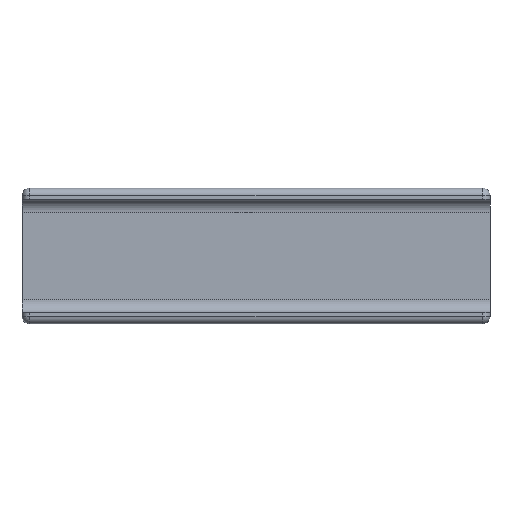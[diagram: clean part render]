
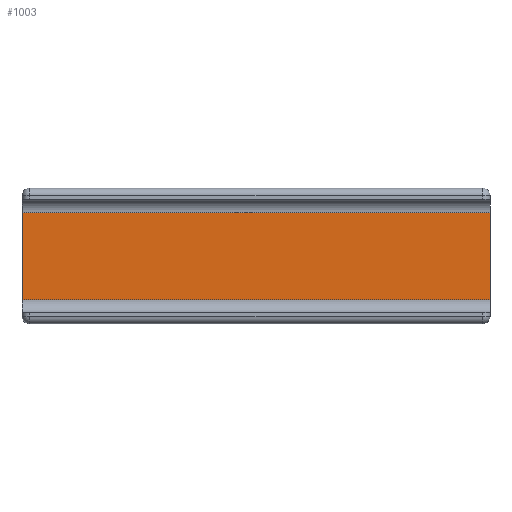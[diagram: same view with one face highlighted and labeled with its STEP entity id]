
A CAD part, top view. The second image highlights one B-rep face of the part: STEP entity #1003.
In plain terms, the highlighted planar face has unit normal (0, 0, 1).
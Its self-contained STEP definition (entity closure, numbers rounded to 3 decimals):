
#32 = PLANE('',#33);
#33 = AXIS2_PLACEMENT_3D('',#34,#35,#36);
#34 = CARTESIAN_POINT('',(-45.5,-13.2,-11.8));
#35 = DIRECTION('',(1.,0.,0.));
#36 = DIRECTION('',(0.,0.,1.));
#111 = VERTEX_POINT('',#112);
#112 = CARTESIAN_POINT('',(-45.5,8.46,-9.6));
#127 = CYLINDRICAL_SURFACE('',#128,2.54);
#128 = AXIS2_PLACEMENT_3D('',#129,#130,#131);
#129 = CARTESIAN_POINT('',(-60.,8.46,-7.06));
#130 = DIRECTION('',(1.,0.,0.));
#131 = DIRECTION('',(0.,1.,0.));
#139 = EDGE_CURVE('',#111,#140,#142,.T.);
#140 = VERTEX_POINT('',#141);
#141 = CARTESIAN_POINT('',(-45.5,-8.46,-9.6));
#142 = SURFACE_CURVE('',#143,(#147,#153),.PCURVE_S1.);
#143 = LINE('',#144,#145);
#144 = CARTESIAN_POINT('',(-45.5,-12.1,-9.6));
#145 = VECTOR('',#146,1.);
#146 = DIRECTION('',(0.,-1.,0.));
#147 = PCURVE('',#32,#148);
#148 = DEFINITIONAL_REPRESENTATION('',(#149),#152);
#149 = B_SPLINE_CURVE_WITH_KNOTS('',1,(#150,#151),.UNSPECIFIED.,.F.,.F.,
  (2,2),(-20.56,-3.64),.PIECEWISE_BEZIER_KNOTS.);
#150 = CARTESIAN_POINT('',(2.2,-21.66));
#151 = CARTESIAN_POINT('',(2.2,-4.74));
#152 = ( GEOMETRIC_REPRESENTATION_CONTEXT(2) 
PARAMETRIC_REPRESENTATION_CONTEXT() REPRESENTATION_CONTEXT('2D SPACE',''
  ) );
#153 = PCURVE('',#154,#159);
#154 = PLANE('',#155);
#155 = AXIS2_PLACEMENT_3D('',#156,#157,#158);
#156 = CARTESIAN_POINT('',(-60.,-11.,-9.6));
#157 = DIRECTION('',(0.,0.,1.));
#158 = DIRECTION('',(1.,0.,0.));
#159 = DEFINITIONAL_REPRESENTATION('',(#160),#163);
#160 = B_SPLINE_CURVE_WITH_KNOTS('',1,(#161,#162),.UNSPECIFIED.,.F.,.F.,
  (2,2),(-20.56,-3.64),.PIECEWISE_BEZIER_KNOTS.);
#161 = CARTESIAN_POINT('',(14.5,19.46));
#162 = CARTESIAN_POINT('',(14.5,2.54));
#163 = ( GEOMETRIC_REPRESENTATION_CONTEXT(2) 
PARAMETRIC_REPRESENTATION_CONTEXT() REPRESENTATION_CONTEXT('2D SPACE',''
  ) );
#182 = CYLINDRICAL_SURFACE('',#183,2.54);
#183 = AXIS2_PLACEMENT_3D('',#184,#185,#186);
#184 = CARTESIAN_POINT('',(-60.,-8.46,-7.06));
#185 = DIRECTION('',(1.,0.,0.));
#186 = DIRECTION('',(0.,-1.,0.));
#766 = PLANE('',#767);
#767 = AXIS2_PLACEMENT_3D('',#768,#769,#770);
#768 = CARTESIAN_POINT('',(45.5,-13.2,-11.8));
#769 = DIRECTION('',(1.,0.,0.));
#770 = DIRECTION('',(0.,0.,1.));
#959 = EDGE_CURVE('',#140,#960,#962,.T.);
#960 = VERTEX_POINT('',#961);
#961 = CARTESIAN_POINT('',(45.5,-8.46,-9.6));
#962 = SURFACE_CURVE('',#963,(#967,#974),.PCURVE_S1.);
#963 = LINE('',#964,#965);
#964 = CARTESIAN_POINT('',(-60.,-8.46,-9.6));
#965 = VECTOR('',#966,1.);
#966 = DIRECTION('',(1.,0.,0.));
#967 = PCURVE('',#182,#968);
#968 = DEFINITIONAL_REPRESENTATION('',(#969),#973);
#969 = LINE('',#970,#971);
#970 = CARTESIAN_POINT('',(1.571,0.));
#971 = VECTOR('',#972,1.);
#972 = DIRECTION('',(0.,1.));
#973 = ( GEOMETRIC_REPRESENTATION_CONTEXT(2) 
PARAMETRIC_REPRESENTATION_CONTEXT() REPRESENTATION_CONTEXT('2D SPACE',''
  ) );
#974 = PCURVE('',#154,#975);
#975 = DEFINITIONAL_REPRESENTATION('',(#976),#980);
#976 = LINE('',#977,#978);
#977 = CARTESIAN_POINT('',(0.,2.54));
#978 = VECTOR('',#979,1.);
#979 = DIRECTION('',(1.,0.));
#980 = ( GEOMETRIC_REPRESENTATION_CONTEXT(2) 
PARAMETRIC_REPRESENTATION_CONTEXT() REPRESENTATION_CONTEXT('2D SPACE',''
  ) );
#1003 = ADVANCED_FACE('',(#1004),#154,.T.);
#1004 = FACE_BOUND('',#1005,.T.);
#1005 = EDGE_LOOP('',(#1006,#1007,#1008,#1029));
#1006 = ORIENTED_EDGE('',*,*,#139,.T.);
#1007 = ORIENTED_EDGE('',*,*,#959,.T.);
#1008 = ORIENTED_EDGE('',*,*,#1009,.F.);
#1009 = EDGE_CURVE('',#1010,#960,#1012,.T.);
#1010 = VERTEX_POINT('',#1011);
#1011 = CARTESIAN_POINT('',(45.5,8.46,-9.6));
#1012 = SURFACE_CURVE('',#1013,(#1017,#1023),.PCURVE_S1.);
#1013 = LINE('',#1014,#1015);
#1014 = CARTESIAN_POINT('',(45.5,-12.1,-9.6));
#1015 = VECTOR('',#1016,1.);
#1016 = DIRECTION('',(0.,-1.,0.));
#1017 = PCURVE('',#154,#1018);
#1018 = DEFINITIONAL_REPRESENTATION('',(#1019),#1022);
#1019 = B_SPLINE_CURVE_WITH_KNOTS('',1,(#1020,#1021),.UNSPECIFIED.,.F.,
  .F.,(2,2),(-20.56,-3.64),.PIECEWISE_BEZIER_KNOTS.);
#1020 = CARTESIAN_POINT('',(105.5,19.46));
#1021 = CARTESIAN_POINT('',(105.5,2.54));
#1022 = ( GEOMETRIC_REPRESENTATION_CONTEXT(2) 
PARAMETRIC_REPRESENTATION_CONTEXT() REPRESENTATION_CONTEXT('2D SPACE',''
  ) );
#1023 = PCURVE('',#766,#1024);
#1024 = DEFINITIONAL_REPRESENTATION('',(#1025),#1028);
#1025 = B_SPLINE_CURVE_WITH_KNOTS('',1,(#1026,#1027),.UNSPECIFIED.,.F.,
  .F.,(2,2),(-20.56,-3.64),.PIECEWISE_BEZIER_KNOTS.);
#1026 = CARTESIAN_POINT('',(2.2,-21.66));
#1027 = CARTESIAN_POINT('',(2.2,-4.74));
#1028 = ( GEOMETRIC_REPRESENTATION_CONTEXT(2) 
PARAMETRIC_REPRESENTATION_CONTEXT() REPRESENTATION_CONTEXT('2D SPACE',''
  ) );
#1029 = ORIENTED_EDGE('',*,*,#1030,.F.);
#1030 = EDGE_CURVE('',#111,#1010,#1031,.T.);
#1031 = SURFACE_CURVE('',#1032,(#1036,#1043),.PCURVE_S1.);
#1032 = LINE('',#1033,#1034);
#1033 = CARTESIAN_POINT('',(-60.,8.46,-9.6));
#1034 = VECTOR('',#1035,1.);
#1035 = DIRECTION('',(1.,0.,0.));
#1036 = PCURVE('',#154,#1037);
#1037 = DEFINITIONAL_REPRESENTATION('',(#1038),#1042);
#1038 = LINE('',#1039,#1040);
#1039 = CARTESIAN_POINT('',(0.,19.46));
#1040 = VECTOR('',#1041,1.);
#1041 = DIRECTION('',(1.,0.));
#1042 = ( GEOMETRIC_REPRESENTATION_CONTEXT(2) 
PARAMETRIC_REPRESENTATION_CONTEXT() REPRESENTATION_CONTEXT('2D SPACE',''
  ) );
#1043 = PCURVE('',#127,#1044);
#1044 = DEFINITIONAL_REPRESENTATION('',(#1045),#1049);
#1045 = LINE('',#1046,#1047);
#1046 = CARTESIAN_POINT('',(-1.571,0.));
#1047 = VECTOR('',#1048,1.);
#1048 = DIRECTION('',(-0.,1.));
#1049 = ( GEOMETRIC_REPRESENTATION_CONTEXT(2) 
PARAMETRIC_REPRESENTATION_CONTEXT() REPRESENTATION_CONTEXT('2D SPACE',''
  ) );
